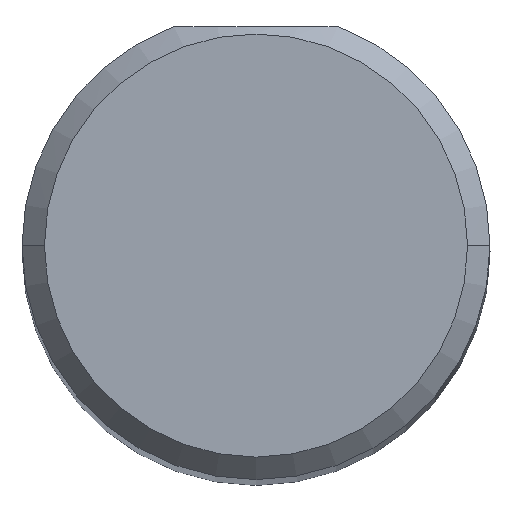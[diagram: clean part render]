
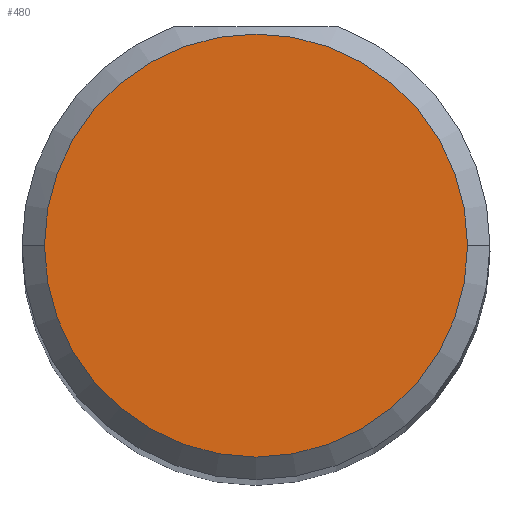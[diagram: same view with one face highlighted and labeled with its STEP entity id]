
A CAD part, top view. The second image highlights one B-rep face of the part: STEP entity #480.
In plain terms, the highlighted planar face has unit normal (0, 0, 1).
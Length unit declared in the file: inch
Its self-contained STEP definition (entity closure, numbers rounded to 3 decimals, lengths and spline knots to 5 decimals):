
#68 = CIRCLE ( 'NONE', #548, 0.14125 ) ;
#103 = DIRECTION ( 'NONE',  ( 0., 0., 1. ) ) ;
#106 = EDGE_LOOP ( 'NONE', ( #578, #279 ) ) ;
#127 = AXIS2_PLACEMENT_3D ( 'NONE', #568, #103, #226 ) ;
#132 = DIRECTION ( 'NONE',  ( 1., 0., 0. ) ) ;
#141 = FACE_OUTER_BOUND ( 'NONE', #106, .T. ) ;
#142 = EDGE_CURVE ( 'NONE', #633, #501, #459, .T. ) ;
#222 = AXIS2_PLACEMENT_3D ( 'NONE', #325, #492, #727 ) ;
#226 = DIRECTION ( 'NONE',  ( 1., 0., 0. ) ) ;
#254 = CARTESIAN_POINT ( 'NONE',  ( -0.14125, 0., 2.5 ) ) ;
#279 = ORIENTED_EDGE ( 'NONE', *, *, #142, .T. ) ;
#318 = CARTESIAN_POINT ( 'NONE',  ( 0., 0., 2.5 ) ) ;
#325 = CARTESIAN_POINT ( 'NONE',  ( 0., 0., 2.5 ) ) ;
#459 = CIRCLE ( 'NONE', #127, 0.14125 ) ;
#480 = ADVANCED_FACE ( 'NONE', ( #141 ), #724, .T. ) ;
#492 = DIRECTION ( 'NONE',  ( 0., 0., 1. ) ) ;
#501 = VERTEX_POINT ( 'NONE', #254 ) ;
#548 = AXIS2_PLACEMENT_3D ( 'NONE', #318, #666, #132 ) ;
#568 = CARTESIAN_POINT ( 'NONE',  ( 0., 0., 2.5 ) ) ;
#578 = ORIENTED_EDGE ( 'NONE', *, *, #753, .T. ) ;
#579 = CARTESIAN_POINT ( 'NONE',  ( 0.14125, 0., 2.5 ) ) ;
#633 = VERTEX_POINT ( 'NONE', #579 ) ;
#666 = DIRECTION ( 'NONE',  ( 0., 0., 1. ) ) ;
#724 = PLANE ( 'NONE',  #222 ) ;
#727 = DIRECTION ( 'NONE',  ( 1., 0., 0. ) ) ;
#753 = EDGE_CURVE ( 'NONE', #501, #633, #68, .T. ) ;
